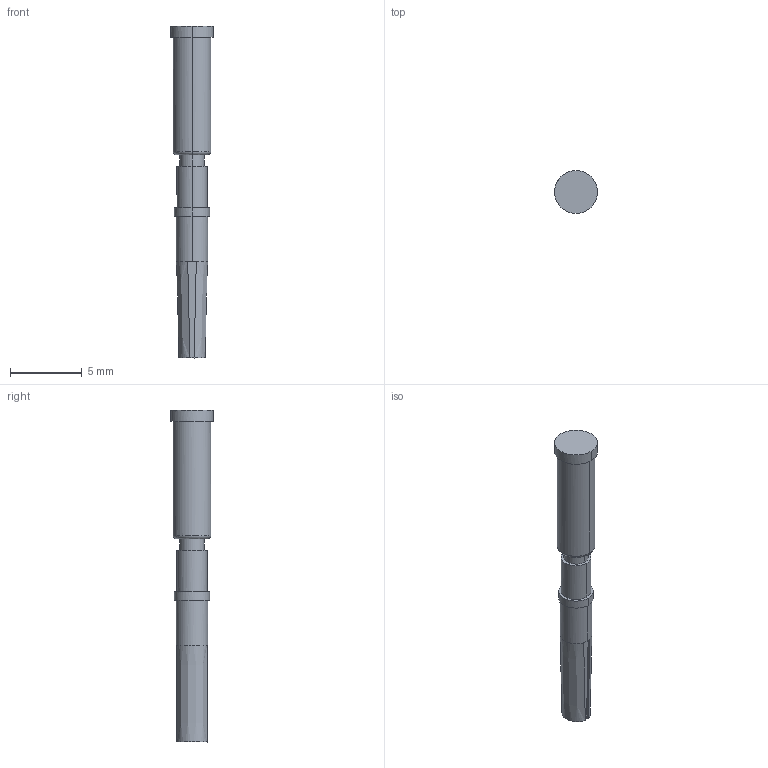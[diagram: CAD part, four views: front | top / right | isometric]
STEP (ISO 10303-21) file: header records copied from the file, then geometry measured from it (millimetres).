
FILE_DESCRIPTION(('CATIA V5 STEP Exchange','CAx-IF Rec.Pracs.--- Model Styling and Organization---1.4--- 2014-01-23'),'2;1');
FILE_NAME ('159679-3_0', '2020-11-10T09:24:07+00:00', ('none'), ('Weidmueller'), 'CATIA Version 5-6 Release 2016 SP3 HF44', 'CATIA V5 STEP AP214', 'none');
FILE_SCHEMA(('AUTOMOTIVE_DESIGN { 1 0 10303 214 1 1 1 1 }'));
Length unit declared in the file: millimetre
Products named in the file (1): 2530990000
Bounding box: 3 x 3 x 23.2 mm (x, y, z)
Volume: 99.7 mm3; surface area: 196.3 mm2
Topology: 1 solids, 2 shells, 34 faces, 76 edges, 47 vertices
Faces by surface type: plane 16, cylinder 12, extrusion 2, torus 2, cone 2
Entity records: 1152 total; most frequent: CARTESIAN_POINT 418, ORIENTED_EDGE 148, DIRECTION 122, EDGE_CURVE 74, AXIS2_PLACEMENT_3D 51, VERTEX_POINT 47, VECTOR 40, EDGE_LOOP 39
